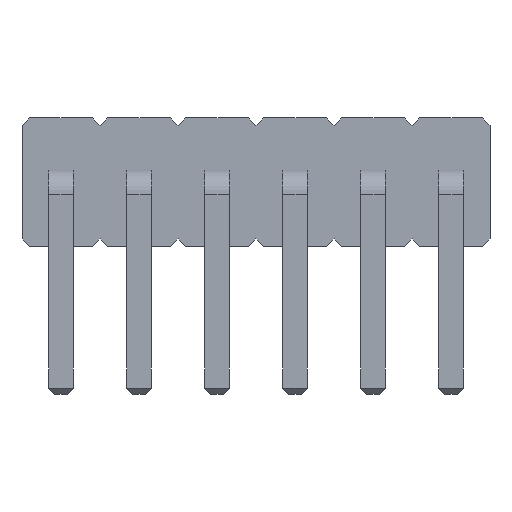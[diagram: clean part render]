
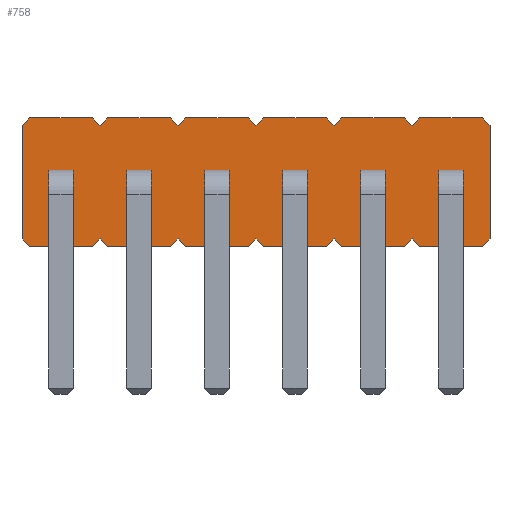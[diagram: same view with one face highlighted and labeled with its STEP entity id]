
A CAD part, left-side view. The second image highlights one B-rep face of the part: STEP entity #758.
In plain terms, the highlighted planar face has unit normal (-1, 0, 0).
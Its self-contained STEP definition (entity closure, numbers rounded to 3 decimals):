
#13=DIRECTION('',(0.,0.,1.));
#22=VERTEX_POINT('',#23);
#23=CARTESIAN_POINT('',(0.5,0.635,0.127));
#34=VECTOR('',#35,1.);
#35=DIRECTION('',(0.,-0.707,-0.707));
#38=VERTEX_POINT('',#39);
#39=CARTESIAN_POINT('',(0.5,0.508,0.));
#42=EDGE_CURVE('',#22,#38,#43,.T.);
#43=LINE('',#23,#34);
#46=DIRECTION('',(0.,0.707,-0.707));
#56=VECTOR('',#57,1.);
#57=DIRECTION('',(0.,-1.,0.));
#60=VERTEX_POINT('',#61);
#61=CARTESIAN_POINT('',(0.5,-0.508,0.));
#64=EDGE_CURVE('',#38,#60,#65,.T.);
#65=LINE('',#39,#56);
#78=VECTOR('',#79,1.);
#79=DIRECTION('',(0.,-0.707,0.707));
#82=VERTEX_POINT('',#83);
#83=CARTESIAN_POINT('',(0.5,-0.635,0.127));
#86=EDGE_CURVE('',#60,#82,#87,.T.);
#87=LINE('',#61,#78);
#102=VERTEX_POINT('',#103);
#103=CARTESIAN_POINT('',(0.5,-0.762,0.));
#106=EDGE_CURVE('',#82,#102,#107,.T.);
#107=LINE('',#83,#34);
#121=VERTEX_POINT('',#122);
#122=CARTESIAN_POINT('',(0.5,-1.778,0.));
#125=EDGE_CURVE('',#102,#121,#126,.T.);
#126=LINE('',#103,#56);
#140=VERTEX_POINT('',#141);
#141=CARTESIAN_POINT('',(0.5,-1.905,0.127));
#144=EDGE_CURVE('',#121,#140,#145,.T.);
#145=LINE('',#122,#78);
#159=VERTEX_POINT('',#160);
#160=CARTESIAN_POINT('',(0.5,-2.032,0.));
#163=EDGE_CURVE('',#140,#159,#164,.T.);
#164=LINE('',#141,#34);
#178=VERTEX_POINT('',#179);
#179=CARTESIAN_POINT('',(0.5,-3.048,0.));
#182=EDGE_CURVE('',#159,#178,#183,.T.);
#183=LINE('',#160,#56);
#197=VERTEX_POINT('',#198);
#198=CARTESIAN_POINT('',(0.5,-3.175,0.127));
#201=EDGE_CURVE('',#178,#197,#202,.T.);
#202=LINE('',#179,#78);
#216=VERTEX_POINT('',#217);
#217=CARTESIAN_POINT('',(0.5,-3.302,0.));
#220=EDGE_CURVE('',#197,#216,#221,.T.);
#221=LINE('',#198,#34);
#235=VERTEX_POINT('',#236);
#236=CARTESIAN_POINT('',(0.5,-4.318,0.));
#239=EDGE_CURVE('',#216,#235,#240,.T.);
#240=LINE('',#217,#56);
#254=VERTEX_POINT('',#255);
#255=CARTESIAN_POINT('',(0.5,-4.445,0.127));
#258=EDGE_CURVE('',#235,#254,#259,.T.);
#259=LINE('',#236,#78);
#273=VERTEX_POINT('',#274);
#274=CARTESIAN_POINT('',(0.5,-4.572,0.));
#277=EDGE_CURVE('',#254,#273,#278,.T.);
#278=LINE('',#255,#34);
#292=VERTEX_POINT('',#293);
#293=CARTESIAN_POINT('',(0.5,-5.588,0.));
#296=EDGE_CURVE('',#273,#292,#297,.T.);
#297=LINE('',#274,#56);
#311=VERTEX_POINT('',#312);
#312=CARTESIAN_POINT('',(0.5,-5.715,0.127));
#315=EDGE_CURVE('',#292,#311,#316,.T.);
#316=LINE('',#293,#78);
#330=VERTEX_POINT('',#331);
#331=CARTESIAN_POINT('',(0.5,-5.842,0.));
#334=EDGE_CURVE('',#311,#330,#335,.T.);
#335=LINE('',#312,#34);
#349=VERTEX_POINT('',#350);
#350=CARTESIAN_POINT('',(0.5,-6.858,0.));
#353=EDGE_CURVE('',#330,#349,#354,.T.);
#354=LINE('',#331,#56);
#368=VERTEX_POINT('',#369);
#369=CARTESIAN_POINT('',(0.5,-6.985,0.127));
#372=EDGE_CURVE('',#349,#368,#373,.T.);
#373=LINE('',#350,#78);
#385=VECTOR('',#13,1.);
#388=VERTEX_POINT('',#389);
#389=CARTESIAN_POINT('',(0.5,-6.985,1.973));
#392=EDGE_CURVE('',#368,#388,#393,.T.);
#393=LINE('',#369,#385);
#405=VECTOR('',#406,1.);
#406=DIRECTION('',(0.,0.707,0.707));
#409=VERTEX_POINT('',#410);
#410=CARTESIAN_POINT('',(0.5,-6.858,2.1));
#413=EDGE_CURVE('',#388,#409,#414,.T.);
#414=LINE('',#389,#405);
#426=VECTOR('',#427,1.);
#427=DIRECTION('',(0.,1.,0.));
#430=VERTEX_POINT('',#431);
#431=CARTESIAN_POINT('',(0.5,-5.842,2.1));
#434=EDGE_CURVE('',#409,#430,#435,.T.);
#435=LINE('',#410,#426);
#447=VECTOR('',#46,1.);
#450=VERTEX_POINT('',#451);
#451=CARTESIAN_POINT('',(0.5,-5.715,1.973));
#454=EDGE_CURVE('',#430,#450,#455,.T.);
#455=LINE('',#431,#447);
#469=VERTEX_POINT('',#470);
#470=CARTESIAN_POINT('',(0.5,-5.588,2.1));
#473=EDGE_CURVE('',#450,#469,#474,.T.);
#474=LINE('',#451,#405);
#488=VERTEX_POINT('',#489);
#489=CARTESIAN_POINT('',(0.5,-4.572,2.1));
#492=EDGE_CURVE('',#469,#488,#493,.T.);
#493=LINE('',#470,#426);
#507=VERTEX_POINT('',#508);
#508=CARTESIAN_POINT('',(0.5,-4.445,1.973));
#511=EDGE_CURVE('',#488,#507,#512,.T.);
#512=LINE('',#489,#447);
#526=VERTEX_POINT('',#527);
#527=CARTESIAN_POINT('',(0.5,-4.318,2.1));
#530=EDGE_CURVE('',#507,#526,#531,.T.);
#531=LINE('',#508,#405);
#545=VERTEX_POINT('',#546);
#546=CARTESIAN_POINT('',(0.5,-3.302,2.1));
#549=EDGE_CURVE('',#526,#545,#550,.T.);
#550=LINE('',#527,#426);
#564=VERTEX_POINT('',#565);
#565=CARTESIAN_POINT('',(0.5,-3.175,1.973));
#568=EDGE_CURVE('',#545,#564,#569,.T.);
#569=LINE('',#546,#447);
#583=VERTEX_POINT('',#584);
#584=CARTESIAN_POINT('',(0.5,-3.048,2.1));
#587=EDGE_CURVE('',#564,#583,#588,.T.);
#588=LINE('',#565,#405);
#602=VERTEX_POINT('',#603);
#603=CARTESIAN_POINT('',(0.5,-2.032,2.1));
#606=EDGE_CURVE('',#583,#602,#607,.T.);
#607=LINE('',#584,#426);
#621=VERTEX_POINT('',#622);
#622=CARTESIAN_POINT('',(0.5,-1.905,1.973));
#625=EDGE_CURVE('',#602,#621,#626,.T.);
#626=LINE('',#603,#447);
#640=VERTEX_POINT('',#641);
#641=CARTESIAN_POINT('',(0.5,-1.778,2.1));
#644=EDGE_CURVE('',#621,#640,#645,.T.);
#645=LINE('',#622,#405);
#659=VERTEX_POINT('',#660);
#660=CARTESIAN_POINT('',(0.5,-0.762,2.1));
#663=EDGE_CURVE('',#640,#659,#664,.T.);
#664=LINE('',#641,#426);
#678=VERTEX_POINT('',#679);
#679=CARTESIAN_POINT('',(0.5,-0.635,1.973));
#682=EDGE_CURVE('',#659,#678,#683,.T.);
#683=LINE('',#660,#447);
#697=VERTEX_POINT('',#698);
#698=CARTESIAN_POINT('',(0.5,-0.508,2.1));
#701=EDGE_CURVE('',#678,#697,#702,.T.);
#702=LINE('',#679,#405);
#716=VERTEX_POINT('',#717);
#717=CARTESIAN_POINT('',(0.5,0.508,2.1));
#720=EDGE_CURVE('',#697,#716,#721,.T.);
#721=LINE('',#698,#426);
#735=VERTEX_POINT('',#736);
#736=CARTESIAN_POINT('',(0.5,0.635,1.973));
#739=EDGE_CURVE('',#716,#735,#740,.T.);
#740=LINE('',#717,#447);
#750=VECTOR('',#751,1.);
#751=DIRECTION('',(0.,0.,-1.));
#754=EDGE_CURVE('',#735,#22,#755,.T.);
#755=LINE('',#736,#750);
#758=ADVANCED_FACE('',(#759),#799,.T.);
#759=FACE_BOUND('',#760,.T.);
#760=EDGE_LOOP('',(#761,#762,#763,#764,#765,#766,#767,#768,#769,#770,#771,#772,#773,#774,#775,#776,#777,#778,#779,#780,#781,#782,#783,#784,#785,#786,#787,#788,#789,#790,#791,#792,#793,#794,#795,#796,#797,#798));
#761=ORIENTED_EDGE('',*,*,#42,.T.);
#762=ORIENTED_EDGE('',*,*,#64,.T.);
#763=ORIENTED_EDGE('',*,*,#86,.T.);
#764=ORIENTED_EDGE('',*,*,#106,.T.);
#765=ORIENTED_EDGE('',*,*,#125,.T.);
#766=ORIENTED_EDGE('',*,*,#144,.T.);
#767=ORIENTED_EDGE('',*,*,#163,.T.);
#768=ORIENTED_EDGE('',*,*,#182,.T.);
#769=ORIENTED_EDGE('',*,*,#201,.T.);
#770=ORIENTED_EDGE('',*,*,#220,.T.);
#771=ORIENTED_EDGE('',*,*,#239,.T.);
#772=ORIENTED_EDGE('',*,*,#258,.T.);
#773=ORIENTED_EDGE('',*,*,#277,.T.);
#774=ORIENTED_EDGE('',*,*,#296,.T.);
#775=ORIENTED_EDGE('',*,*,#315,.T.);
#776=ORIENTED_EDGE('',*,*,#334,.T.);
#777=ORIENTED_EDGE('',*,*,#353,.T.);
#778=ORIENTED_EDGE('',*,*,#372,.T.);
#779=ORIENTED_EDGE('',*,*,#392,.T.);
#780=ORIENTED_EDGE('',*,*,#413,.T.);
#781=ORIENTED_EDGE('',*,*,#434,.T.);
#782=ORIENTED_EDGE('',*,*,#454,.T.);
#783=ORIENTED_EDGE('',*,*,#473,.T.);
#784=ORIENTED_EDGE('',*,*,#492,.T.);
#785=ORIENTED_EDGE('',*,*,#511,.T.);
#786=ORIENTED_EDGE('',*,*,#530,.T.);
#787=ORIENTED_EDGE('',*,*,#549,.T.);
#788=ORIENTED_EDGE('',*,*,#568,.T.);
#789=ORIENTED_EDGE('',*,*,#587,.T.);
#790=ORIENTED_EDGE('',*,*,#606,.T.);
#791=ORIENTED_EDGE('',*,*,#625,.T.);
#792=ORIENTED_EDGE('',*,*,#644,.T.);
#793=ORIENTED_EDGE('',*,*,#663,.T.);
#794=ORIENTED_EDGE('',*,*,#682,.T.);
#795=ORIENTED_EDGE('',*,*,#701,.T.);
#796=ORIENTED_EDGE('',*,*,#720,.T.);
#797=ORIENTED_EDGE('',*,*,#739,.T.);
#798=ORIENTED_EDGE('',*,*,#754,.T.);
#799=PLANE('',#800);
#800=AXIS2_PLACEMENT_3D('',#801,#802,#751);
#801=CARTESIAN_POINT('',(0.5,-3.175,1.05));
#802=DIRECTION('',(-1.,-0.,-0.));
